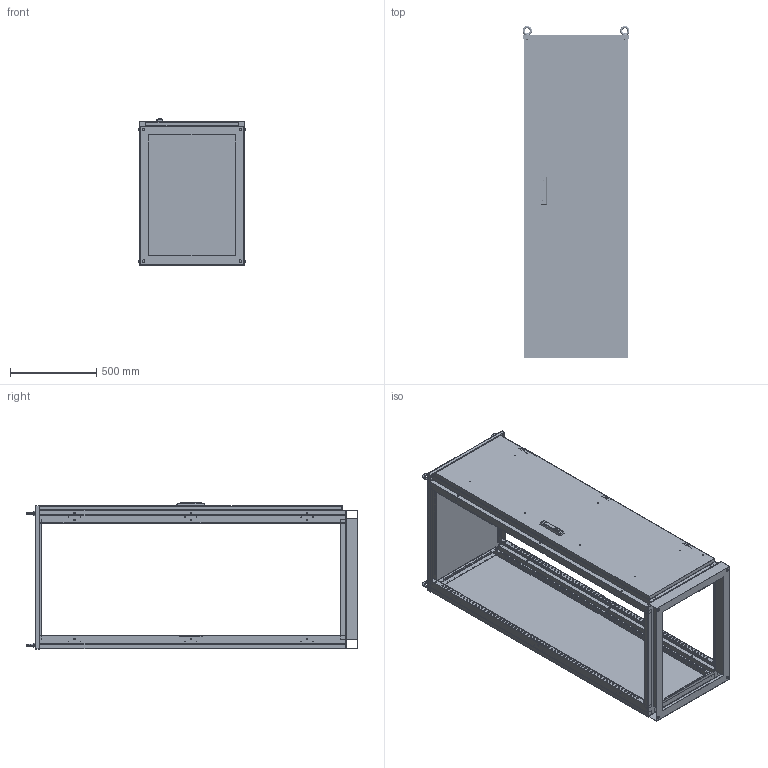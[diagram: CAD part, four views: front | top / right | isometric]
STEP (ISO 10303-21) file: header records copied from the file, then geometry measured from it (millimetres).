
FILE_DESCRIPTION (( 'STEP AP214' ), '1' );
FILE_NAME ('Êîðïóñ ìåòàëëè÷åñêèé ÊÑÐÌ 18.6.8-2.STEP', '2016-10-11T07:55:58', ( 'user' ), ( '' ), 'SwSTEP 2.0', 'SolidWorks 2014', '' );
FILE_SCHEMA (( 'AUTOMOTIVE_DESIGN' ));
Length unit declared in the file: millimetre
Products named in the file (3): Êîðïóñ ìåòàëëè÷åñêèé ÊÑÐÌ 18.6.8-2; 扻豵鵨 庍倢 18.6.8-2; ﾄ粢 ﾊﾑﾐﾌ 18.6
Assembly tree (2 placements, depth 2):
  Êîðïóñ ìåòàëëè÷åñêèé ÊÑÐÌ 18.6.8-2
    扻豵鵨 庍倢 18.6.8-2
    ﾄ粢 ﾊﾑﾐﾌ 18.6
Bounding box: 620 x 1926.5 x 849.5 mm (x, y, z)
Volume: 7994546.3 mm3; surface area: 9869798 mm2
Topology: 20 solids, 20 shells, 2870 faces, 8137 edges, 5322 vertices
Faces by surface type: cylinder 1770, plane 994, cone 78, torus 18, bspline 6, sphere 4
Entity records: 99270 total; most frequent: CARTESIAN_POINT 17644, DIRECTION 17345, ORIENTED_EDGE 16274, EDGE_CURVE 8137, AXIS2_PLACEMENT_3D 6503, VERTEX_POINT 5322, EDGE_LOOP 4411, VECTOR 4339
